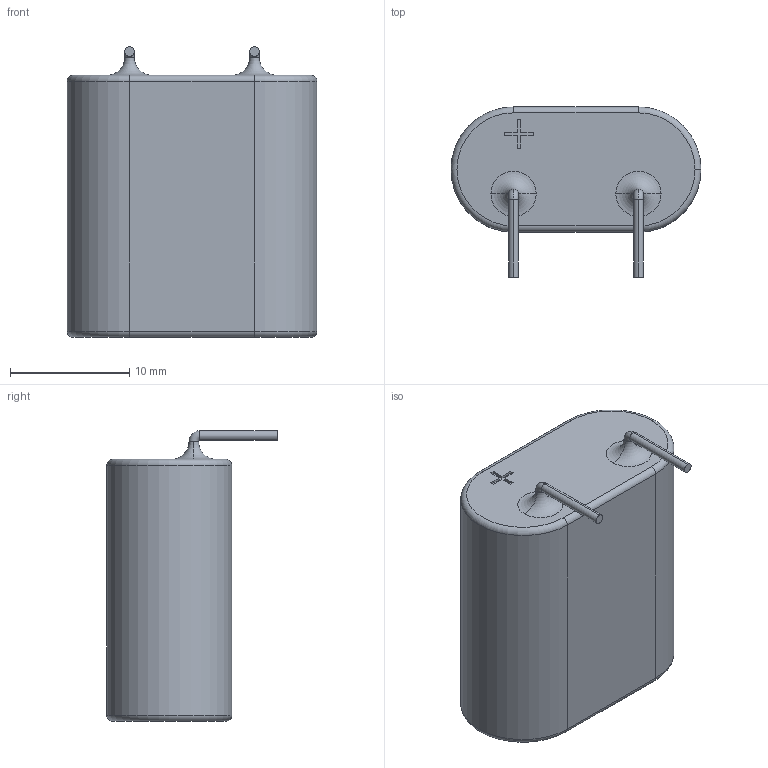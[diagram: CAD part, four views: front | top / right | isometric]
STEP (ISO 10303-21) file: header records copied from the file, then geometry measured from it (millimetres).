
FILE_DESCRIPTION (( 'STEP AP214' ), '1' );
FILE_NAME ('Supercap 2.5F 5.4V.STEP', '2021-12-16T12:00:09', ( '' ), ( '' ), 'SwSTEP 2.0', 'SolidWorks 2021', '' );
FILE_SCHEMA (( 'AUTOMOTIVE_DESIGN' ));
Length unit declared in the file: millimetre
Products named in the file (1): Supercap 2.5F 5.4V
Bounding box: 21 x 14.3 x 24.4 mm (x, y, z)
Volume: 4337.8 mm3; surface area: 1602.8 mm2
Topology: 1 solids, 1 shells, 44 faces, 103 edges, 64 vertices
Faces by surface type: plane 19, torus 14, cylinder 11
Entity records: 1640 total; most frequent: DIRECTION 243, CARTESIAN_POINT 212, ORIENTED_EDGE 206, EDGE_CURVE 103, AXIS2_PLACEMENT_3D 95, VERTEX_POINT 64, VECTOR 53, LINE 53
